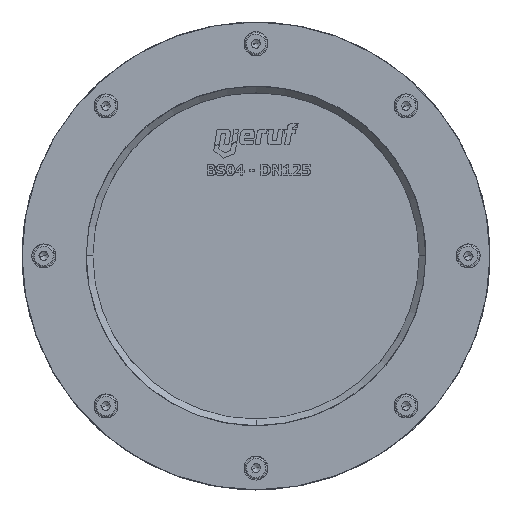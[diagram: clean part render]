
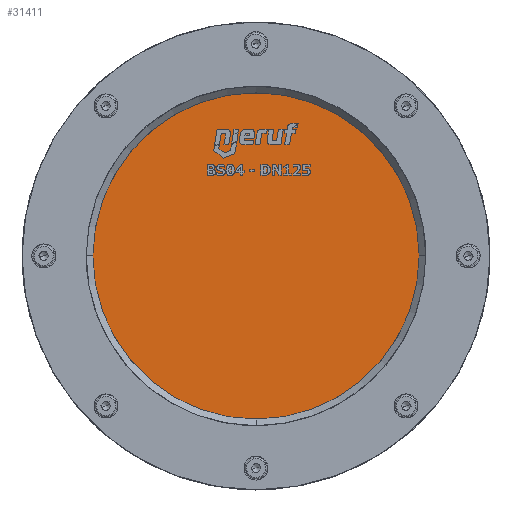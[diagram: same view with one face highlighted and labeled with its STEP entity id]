
A CAD part, top view. The second image highlights one B-rep face of the part: STEP entity #31411.
In plain terms, the highlighted planar face has unit normal (0, 0, 1).
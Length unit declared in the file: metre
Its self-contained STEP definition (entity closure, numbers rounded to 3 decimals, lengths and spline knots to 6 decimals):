
#1027 = AXIS2_PLACEMENT_3D ( 'NONE', #17157, #23065, #20387 ) ;
#2768 = ORIENTED_EDGE ( 'NONE', *, *, #21268, .T. ) ;
#6554 = CARTESIAN_POINT ( 'NONE',  ( -0.0875, 0., 0.007 ) ) ;
#6777 = FACE_OUTER_BOUND ( 'NONE', #32373, .T. ) ;
#8696 = DIRECTION ( 'NONE',  ( 0., 0., 1. ) ) ;
#9242 = CARTESIAN_POINT ( 'NONE',  ( 0., 0., 0.007 ) ) ;
#10067 = AXIS2_PLACEMENT_3D ( 'NONE', #12618, #24180, #22665 ) ;
#11855 = AXIS2_PLACEMENT_3D ( 'NONE', #9242, #8696, #14724 ) ;
#12618 = CARTESIAN_POINT ( 'NONE',  ( 0., 0., 0.007 ) ) ;
#14724 = DIRECTION ( 'NONE',  ( 1., 0., 0. ) ) ;
#16106 = CIRCLE ( 'NONE', #1027, 0.0875 ) ;
#17157 = CARTESIAN_POINT ( 'NONE',  ( 0., 0., 0.007 ) ) ;
#20387 = DIRECTION ( 'NONE',  ( 1., 0., 0. ) ) ;
#21063 = CARTESIAN_POINT ( 'NONE',  ( 0.0875, 0., 0.007 ) ) ;
#21268 = EDGE_CURVE ( 'NONE', #34889, #23453, #16106, .T. ) ;
#21706 = ORIENTED_EDGE ( 'NONE', *, *, #31278, .T. ) ;
#22665 = DIRECTION ( 'NONE',  ( 1., 0., 0. ) ) ;
#23065 = DIRECTION ( 'NONE',  ( 0., 0., 1. ) ) ;
#23453 = VERTEX_POINT ( 'NONE', #6554 ) ;
#24180 = DIRECTION ( 'NONE',  ( 0., 0., 1. ) ) ;
#29883 = PLANE ( 'NONE',  #10067 ) ;
#31278 = EDGE_CURVE ( 'NONE', #23453, #34889, #34876, .T. ) ;
#31411 = ADVANCED_FACE ( 'NONE', ( #6777 ), #29883, .T. ) ;
#32373 = EDGE_LOOP ( 'NONE', ( #2768, #21706 ) ) ;
#34876 = CIRCLE ( 'NONE', #11855, 0.0875 ) ;
#34889 = VERTEX_POINT ( 'NONE', #21063 ) ;
